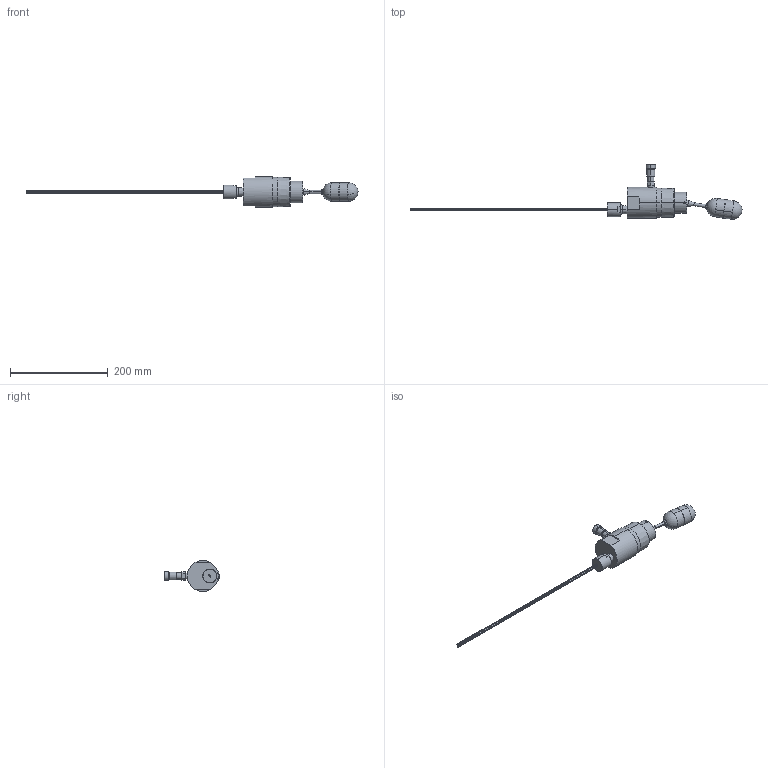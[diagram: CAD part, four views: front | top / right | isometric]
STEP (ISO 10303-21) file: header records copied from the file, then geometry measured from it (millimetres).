
FILE_DESCRIPTION (( 'STEP AP214' ), '1' );
FILE_NAME ('2 INCH ELECTRONIC SWITCH (CEC2).STEP', '2019-05-14T15:11:54', ( '' ), ( '' ), 'SwSTEP 2.0', 'SolidWorks 2019', '' );
FILE_SCHEMA (( 'AUTOMOTIVE_DESIGN' ));
Length unit declared in the file: inch
Products named in the file (1): 2 INCH ELECTRONIC SWITCH (CEC2)
Bounding box: 680.63 x 112.32 x 63.5 mm (x, y, z)
Volume: 431381.7 mm3; surface area: 51029.5 mm2
Topology: 1 solids, 1 shells, 116 faces, 262 edges, 159 vertices
Faces by surface type: cylinder 38, plane 34, cone 28, torus 12, sphere 4
Entity records: 4214 total; most frequent: CARTESIAN_POINT 749, DIRECTION 598, ORIENTED_EDGE 516, EDGE_CURVE 258, AXIS2_PLACEMENT_3D 251, VERTEX_POINT 159, CIRCLE 134, EDGE_LOOP 131
